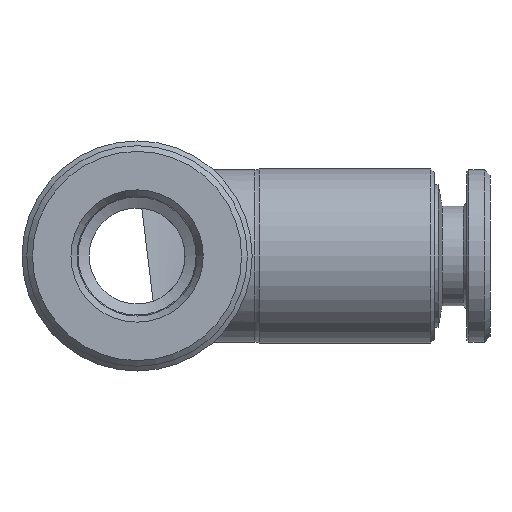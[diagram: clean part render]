
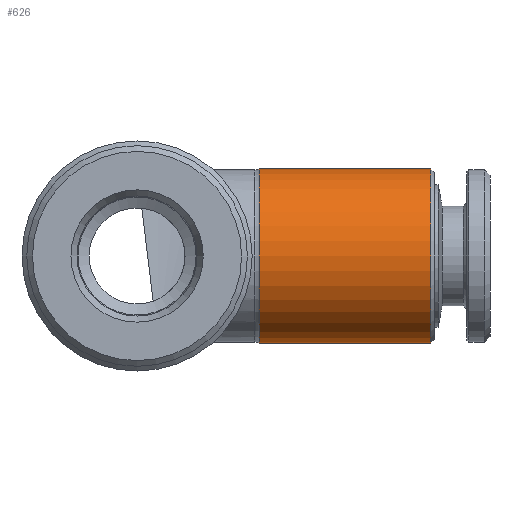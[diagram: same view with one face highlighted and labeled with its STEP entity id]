
A CAD part, left-side view. The second image highlights one B-rep face of the part: STEP entity #626.
In plain terms, the highlighted cylindrical face has radius 4.55 mm (diameter 9.1 mm), a full revolution.
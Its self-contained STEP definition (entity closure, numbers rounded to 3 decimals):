
#58=CYLINDRICAL_SURFACE('',#735,4.55);
#157=ORIENTED_EDGE('',*,*,#227,.T.);
#158=ORIENTED_EDGE('',*,*,#241,.T.);
#227=EDGE_CURVE('',#284,#284,#336,.T.);
#241=EDGE_CURVE('',#298,#298,#350,.T.);
#284=VERTEX_POINT('',#1411);
#298=VERTEX_POINT('',#1454);
#336=CIRCLE('',#707,4.55);
#350=CIRCLE('',#736,4.55);
#435=EDGE_LOOP('',(#157));
#436=EDGE_LOOP('',(#158));
#545=FACE_BOUND('',#435,.T.);
#546=FACE_BOUND('',#436,.T.);
#626=ADVANCED_FACE('',(#545,#546),#58,.T.);
#707=AXIS2_PLACEMENT_3D('',#1410,#865,#866);
#735=AXIS2_PLACEMENT_3D('',#1452,#921,#922);
#736=AXIS2_PLACEMENT_3D('',#1453,#923,#924);
#865=DIRECTION('',(0.,-1.,0.));
#866=DIRECTION('',(-1.,0.,0.));
#921=DIRECTION('',(0.,1.,0.));
#922=DIRECTION('',(0.,0.,1.));
#923=DIRECTION('',(0.,1.,0.));
#924=DIRECTION('',(0.,0.,1.));
#1410=CARTESIAN_POINT('',(0.,-6.364,0.));
#1411=CARTESIAN_POINT('',(-4.55,-6.364,0.));
#1452=CARTESIAN_POINT('',(0.,5.708,0.));
#1453=CARTESIAN_POINT('',(0.,-15.3,0.));
#1454=CARTESIAN_POINT('',(0.,-15.3,4.55));
